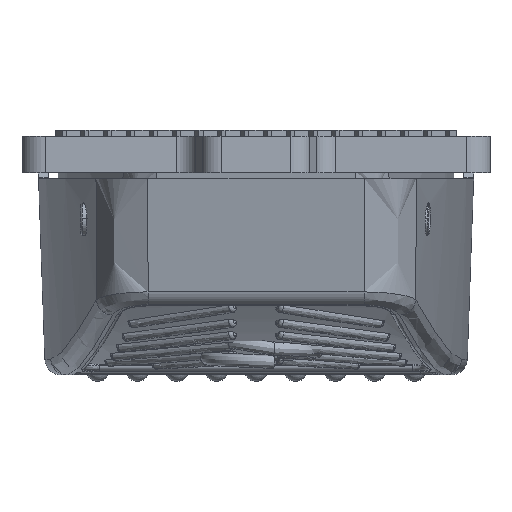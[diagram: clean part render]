
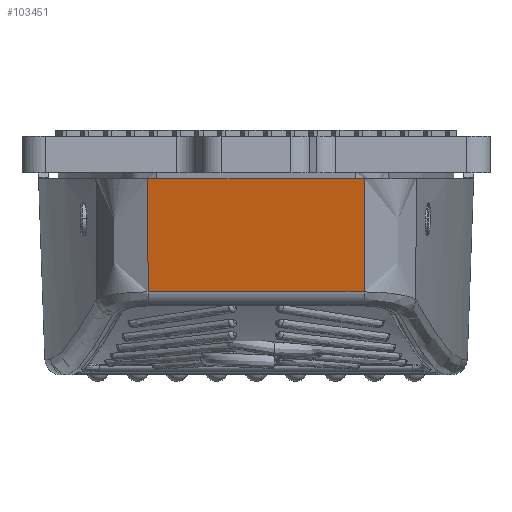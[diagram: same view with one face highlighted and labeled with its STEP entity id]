
A CAD part, front view. The second image highlights one B-rep face of the part: STEP entity #103451.
In plain terms, the highlighted face is planar.
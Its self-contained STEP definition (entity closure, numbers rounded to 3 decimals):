
#9060 = PLANE ( 'NONE',  #90229 ) ;
#12009 = ORIENTED_EDGE ( 'NONE', *, *, #92007, .T. ) ;
#13555 = VECTOR ( 'NONE', #90294, 1000. ) ;
#14011 = VERTEX_POINT ( 'NONE', #36449 ) ;
#29211 =( BOUNDED_CURVE ( )  B_SPLINE_CURVE ( 3, ( #107060, #81835, #82187, #32177 ),
 .UNSPECIFIED., .F., .F. ) 
 B_SPLINE_CURVE_WITH_KNOTS ( ( 4, 4 ),
 ( 4.693, 4.699 ),
 .UNSPECIFIED. ) 
 CURVE ( )  GEOMETRIC_REPRESENTATION_ITEM ( )  RATIONAL_B_SPLINE_CURVE ( ( 1., 1., 1., 1. ) ) 
 REPRESENTATION_ITEM ( '' )  );
#31858 = CARTESIAN_POINT ( 'NONE',  ( -17.204, 3.034, -16.384 ) ) ;
#32177 = CARTESIAN_POINT ( 'NONE',  ( 0., 0., -16.432 ) ) ;
#33478 = CARTESIAN_POINT ( 'NONE',  ( 0., 0., 33. ) ) ;
#34999 = DIRECTION ( 'NONE',  ( -0.174, -0.985, 0. ) ) ;
#36449 = CARTESIAN_POINT ( 'NONE',  ( -17.204, 3.034, 16.384 ) ) ;
#37638 =( BOUNDED_CURVE ( )  B_SPLINE_CURVE ( 3, ( #71124, #79125, #87841, #37881 ),
 .UNSPECIFIED., .F., .F. ) 
 B_SPLINE_CURVE_WITH_KNOTS ( ( 4, 4 ),
 ( 1.584, 1.59 ),
 .UNSPECIFIED. ) 
 CURVE ( )  GEOMETRIC_REPRESENTATION_ITEM ( )  RATIONAL_B_SPLINE_CURVE ( ( 1., 1., 1., 1. ) ) 
 REPRESENTATION_ITEM ( '' )  );
#37881 = CARTESIAN_POINT ( 'NONE',  ( -17.204, 3.034, 16.384 ) ) ;
#38340 = LINE ( 'NONE', #57120, #13555 ) ;
#40788 = VERTEX_POINT ( 'NONE', #78494 ) ;
#41884 = DIRECTION ( 'NONE',  ( 0., 0., -1. ) ) ;
#51696 = EDGE_CURVE ( 'NONE', #14011, #97995, #38340, .T. ) ;
#57120 = CARTESIAN_POINT ( 'NONE',  ( -17.204, 3.034, 33. ) ) ;
#69015 = VECTOR ( 'NONE', #41884, 1000. ) ;
#71124 = CARTESIAN_POINT ( 'NONE',  ( 0., 0., 16.432 ) ) ;
#71659 = LINE ( 'NONE', #33478, #69015 ) ;
#72391 = ORIENTED_EDGE ( 'NONE', *, *, #51696, .T. ) ;
#72871 = EDGE_CURVE ( 'NONE', #107094, #14011, #37638, .T. ) ;
#78494 = CARTESIAN_POINT ( 'NONE',  ( 0., 0., -16.432 ) ) ;
#79125 = CARTESIAN_POINT ( 'NONE',  ( -5.735, 1.011, 16.419 ) ) ;
#81835 = CARTESIAN_POINT ( 'NONE',  ( -11.47, 2.022, -16.403 ) ) ;
#82187 = CARTESIAN_POINT ( 'NONE',  ( -5.735, 1.011, -16.419 ) ) ;
#82487 = EDGE_LOOP ( 'NONE', ( #95886, #72391, #12009, #91385 ) ) ;
#84993 = CARTESIAN_POINT ( 'NONE',  ( 0., 0., 33. ) ) ;
#87841 = CARTESIAN_POINT ( 'NONE',  ( -11.47, 2.022, 16.403 ) ) ;
#90229 = AXIS2_PLACEMENT_3D ( 'NONE', #84993, #34999, #93362 ) ;
#90294 = DIRECTION ( 'NONE',  ( 0., 0., -1. ) ) ;
#91385 = ORIENTED_EDGE ( 'NONE', *, *, #92796, .F. ) ;
#91796 = FACE_OUTER_BOUND ( 'NONE', #82487, .T. ) ;
#92007 = EDGE_CURVE ( 'NONE', #97995, #40788, #29211, .T. ) ;
#92796 = EDGE_CURVE ( 'NONE', #107094, #40788, #71659, .T. ) ;
#93362 = DIRECTION ( 'NONE',  ( 0.985, -0.174, 0. ) ) ;
#95886 = ORIENTED_EDGE ( 'NONE', *, *, #72871, .T. ) ;
#97011 = CARTESIAN_POINT ( 'NONE',  ( 0., 0., 16.432 ) ) ;
#97995 = VERTEX_POINT ( 'NONE', #31858 ) ;
#103451 = ADVANCED_FACE ( 'NONE', ( #91796 ), #9060, .T. ) ;
#107060 = CARTESIAN_POINT ( 'NONE',  ( -17.204, 3.034, -16.384 ) ) ;
#107094 = VERTEX_POINT ( 'NONE', #97011 ) ;
